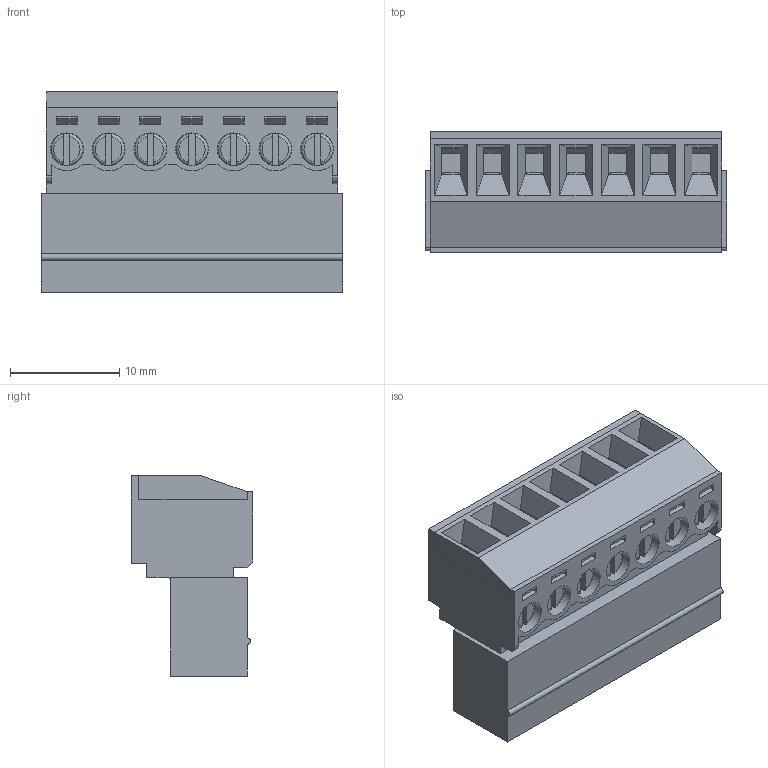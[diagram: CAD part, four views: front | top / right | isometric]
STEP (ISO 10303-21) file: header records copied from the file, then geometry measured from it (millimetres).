
FILE_DESCRIPTION( ( 'Unknown' ), '1' );
FILE_NAME( '691348300007.stp', 'Unknown', ( 'Unknown' ), ( 'Unknown' ), 'PSStep 18.0.17', 'Unknown', ' ' );
FILE_SCHEMA( ( 'AUTOMOTIVE_DESIGN { 1 0 10303 214 1 1 1 1 }' ) );
Length unit declared in the file: millimetre
Products named in the file (6): Assem1; 6913483000xx_Cage; 6913483000xx_Pin; 6913483000xx_vis; 691348300007; 691348300007_CAPOT
Assembly tree (23 placements, depth 2):
  Assem1
    6913483000xx_Cage  x7
    6913483000xx_Pin  x7
    6913483000xx_vis  x7
    691348300007
    691348300007_CAPOT
Bounding box: 27.55 x 11.1 x 18.3 mm (x, y, z)
Volume: 2488.2 mm3; surface area: 7391.3 mm2
Topology: 23 solids, 23 shells, 1147 faces, 3065 edges, 2013 vertices
Faces by surface type: plane 982, cylinder 137, torus 28
Full cylindrical faces by diameter (mm): 1.45 x7, 1.6 x7, 1.9 x14, 2 x7, 2.9 x7, 3 x7
Entity records: 32253 total; most frequent: CARTESIAN_POINT 4558, ORIENTED_EDGE 4422, DIRECTION 4067, EDGE_CURVE 2211, LINE 2021, VECTOR 2021, VERTEX_POINT 1474, AXIS2_PLACEMENT_3D 1023
